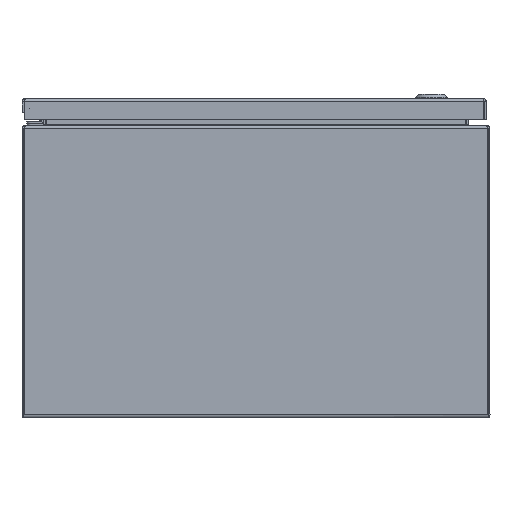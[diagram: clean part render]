
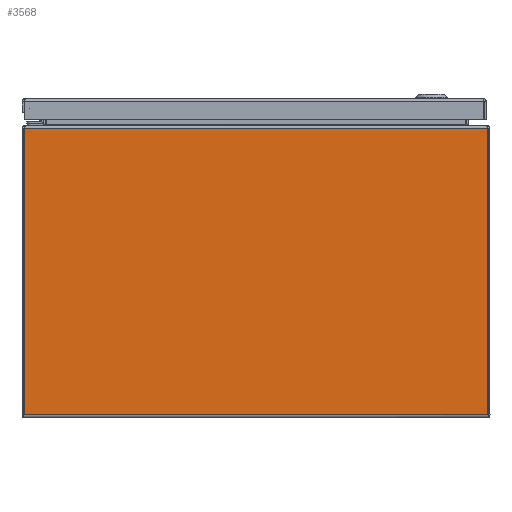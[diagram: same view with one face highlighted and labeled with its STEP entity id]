
A CAD part, front view. The second image highlights one B-rep face of the part: STEP entity #3568.
In plain terms, the highlighted planar face has unit normal (0, -1, 0).
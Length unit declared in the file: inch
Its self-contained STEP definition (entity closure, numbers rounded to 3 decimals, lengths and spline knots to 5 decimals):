
#3268=CARTESIAN_POINT('',(15.91495,0.,9.89475));
#3269=VERTEX_POINT('',#3268);
#3301=CARTESIAN_POINT('',(0.08505,0.,9.89475));
#3302=VERTEX_POINT('',#3301);
#3316=CARTESIAN_POINT('',(15.91495,0.,9.89475));
#3317=DIRECTION('',(-1.0,0.0,0.0));
#3318=VECTOR('',#3317,15.8299);
#3319=LINE('',#3316,#3318);
#3320=EDGE_CURVE('',#3269,#3302,#3319,.T.);
#3488=CARTESIAN_POINT('',(0.037,0.,9.89475));
#3489=VERTEX_POINT('',#3488);
#3496=CARTESIAN_POINT('',(0.08505,0.,9.89475));
#3497=DIRECTION('',(-1.0,0.0,0.0));
#3498=VECTOR('',#3497,0.04805);
#3499=LINE('',#3496,#3498);
#3500=EDGE_CURVE('',#3302,#3489,#3499,.T.);
#3511=CARTESIAN_POINT('',(15.963,0.,9.89475));
#3512=VERTEX_POINT('',#3511);
#3513=CARTESIAN_POINT('',(15.963,0.,9.89475));
#3514=DIRECTION('',(-1.0,0.0,0.0));
#3515=VECTOR('',#3514,0.04805);
#3516=LINE('',#3513,#3515);
#3517=EDGE_CURVE('',#3512,#3269,#3516,.T.);
#3536=CARTESIAN_POINT('',(8.0,0.,5.02955));
#3537=DIRECTION('',(0.0,1.0,0.0));
#3538=DIRECTION('',(1.0,0.0,0.0));
#3539=AXIS2_PLACEMENT_3D('',#3536,#3537,#3538);
#3540=PLANE('',#3539);
#3541=ORIENTED_EDGE('',*,*,#3517,.T.);
#3542=ORIENTED_EDGE('',*,*,#3320,.T.);
#3543=ORIENTED_EDGE('',*,*,#3500,.T.);
#3544=CARTESIAN_POINT('',(0.037,0.,0.10525));
#3545=VERTEX_POINT('',#3544);
#3546=CARTESIAN_POINT('',(0.037,0.,0.10525));
#3547=DIRECTION('',(0.0,0.0,1.0));
#3548=VECTOR('',#3547,9.7895);
#3549=LINE('',#3546,#3548);
#3550=EDGE_CURVE('',#3545,#3489,#3549,.T.);
#3551=ORIENTED_EDGE('',*,*,#3550,.F.);
#3552=CARTESIAN_POINT('',(15.963,0.,0.10525));
#3553=VERTEX_POINT('',#3552);
#3554=CARTESIAN_POINT('',(0.037,0.,0.10525));
#3555=DIRECTION('',(1.0,0.0,0.0));
#3556=VECTOR('',#3555,15.926);
#3557=LINE('',#3554,#3556);
#3558=EDGE_CURVE('',#3545,#3553,#3557,.T.);
#3559=ORIENTED_EDGE('',*,*,#3558,.T.);
#3560=CARTESIAN_POINT('',(15.963,0.,9.89475));
#3561=DIRECTION('',(0.0,0.0,-1.0));
#3562=VECTOR('',#3561,9.7895);
#3563=LINE('',#3560,#3562);
#3564=EDGE_CURVE('',#3512,#3553,#3563,.T.);
#3565=ORIENTED_EDGE('',*,*,#3564,.F.);
#3566=EDGE_LOOP('',(#3541,#3542,#3543,#3551,#3559,#3565));
#3567=FACE_OUTER_BOUND('',#3566,.T.);
#3568=ADVANCED_FACE('',(#3567),#3540,.F.);
